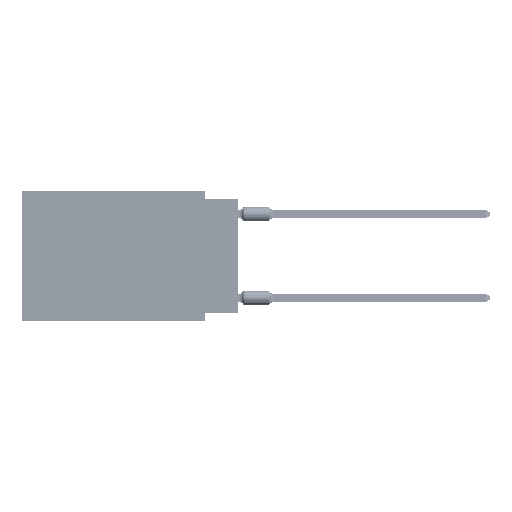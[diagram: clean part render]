
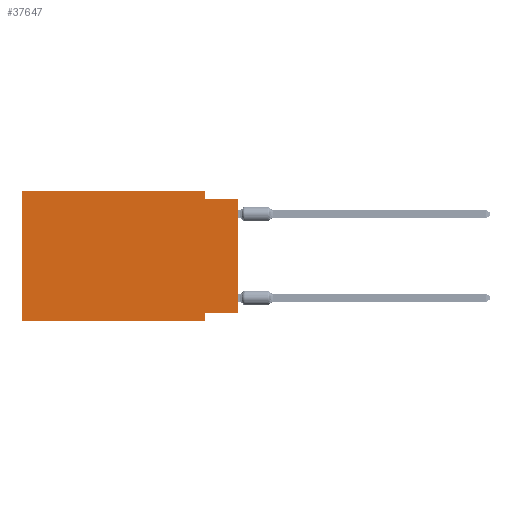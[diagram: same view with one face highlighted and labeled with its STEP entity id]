
A CAD part, left-side view. The second image highlights one B-rep face of the part: STEP entity #37647.
In plain terms, the highlighted planar face has unit normal (-1, 0, 0).
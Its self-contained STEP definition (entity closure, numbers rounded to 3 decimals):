
#307 = DIRECTION ( 'NONE',  ( 0., -1., 0. ) ) ;
#1920 = VECTOR ( 'NONE', #54875, 1000. ) ;
#2041 = LINE ( 'NONE', #14049, #24026 ) ;
#2343 = VECTOR ( 'NONE', #66080, 1000. ) ;
#3473 = ORIENTED_EDGE ( 'NONE', *, *, #15430, .F. ) ;
#5260 = ORIENTED_EDGE ( 'NONE', *, *, #49134, .F. ) ;
#6152 = CARTESIAN_POINT ( 'NONE',  ( 0., 16.383, -9.906 ) ) ;
#8721 = ORIENTED_EDGE ( 'NONE', *, *, #61909, .F. ) ;
#10980 = VERTEX_POINT ( 'NONE', #27911 ) ;
#11205 = LINE ( 'NONE', #62018, #28995 ) ;
#13326 = CARTESIAN_POINT ( 'NONE',  ( 0., 0., -9.271 ) ) ;
#13831 = LINE ( 'NONE', #26247, #66875 ) ;
#14049 = CARTESIAN_POINT ( 'NONE',  ( 0., 16.383, 0. ) ) ;
#14218 = CARTESIAN_POINT ( 'NONE',  ( 0., 0., -9.271 ) ) ;
#14743 = CARTESIAN_POINT ( 'NONE',  ( 0., 2.54, -9.906 ) ) ;
#15430 = EDGE_CURVE ( 'NONE', #10980, #64478, #37112, .T. ) ;
#15539 = DIRECTION ( 'NONE',  ( 0., -1., 0. ) ) ;
#15709 = LINE ( 'NONE', #40899, #2343 ) ;
#16377 = PLANE ( 'NONE',  #39903 ) ;
#16785 = FACE_OUTER_BOUND ( 'NONE', #56109, .T. ) ;
#17042 = ORIENTED_EDGE ( 'NONE', *, *, #40430, .T. ) ;
#18085 = LINE ( 'NONE', #68043, #1920 ) ;
#20822 = ORIENTED_EDGE ( 'NONE', *, *, #51852, .F. ) ;
#23324 = VECTOR ( 'NONE', #307, 1000. ) ;
#24026 = VECTOR ( 'NONE', #26862, 1000. ) ;
#24570 = CARTESIAN_POINT ( 'NONE',  ( 0., 2.54, -9.271 ) ) ;
#25643 = ORIENTED_EDGE ( 'NONE', *, *, #34542, .T. ) ;
#26247 = CARTESIAN_POINT ( 'NONE',  ( 0., 2.54, -9.906 ) ) ;
#26862 = DIRECTION ( 'NONE',  ( 0., 0., 1. ) ) ;
#27911 = CARTESIAN_POINT ( 'NONE',  ( 0., 2.54, -0.635 ) ) ;
#27985 = DIRECTION ( 'NONE',  ( 0., 0., -1. ) ) ;
#28995 = VECTOR ( 'NONE', #80603, 1000. ) ;
#29700 = VERTEX_POINT ( 'NONE', #24570 ) ;
#30495 = CARTESIAN_POINT ( 'NONE',  ( 0., 0., -0.635 ) ) ;
#31920 = EDGE_CURVE ( 'NONE', #56734, #29700, #44713, .T. ) ;
#32359 = CARTESIAN_POINT ( 'NONE',  ( 0., 2.54, 0. ) ) ;
#33206 = VERTEX_POINT ( 'NONE', #77324 ) ;
#34256 = VERTEX_POINT ( 'NONE', #32359 ) ;
#34542 = EDGE_CURVE ( 'NONE', #62127, #41808, #11205, .T. ) ;
#36001 = ORIENTED_EDGE ( 'NONE', *, *, #31920, .F. ) ;
#37112 = LINE ( 'NONE', #30495, #23324 ) ;
#37647 = ADVANCED_FACE ( 'NONE', ( #16785 ), #16377, .F. ) ;
#39903 = AXIS2_PLACEMENT_3D ( 'NONE', #40364, #53170, #27985 ) ;
#40364 = CARTESIAN_POINT ( 'NONE',  ( 0., 16.383, 0. ) ) ;
#40430 = EDGE_CURVE ( 'NONE', #56734, #64478, #18085, .T. ) ;
#40899 = CARTESIAN_POINT ( 'NONE',  ( 0., 2.54, 0. ) ) ;
#41808 = VERTEX_POINT ( 'NONE', #14743 ) ;
#44713 = LINE ( 'NONE', #13326, #69775 ) ;
#46921 = LINE ( 'NONE', #72089, #51786 ) ;
#47437 = CARTESIAN_POINT ( 'NONE',  ( 0., 0., -0.635 ) ) ;
#49134 = EDGE_CURVE ( 'NONE', #62127, #33206, #2041, .T. ) ;
#51786 = VECTOR ( 'NONE', #15539, 1000. ) ;
#51852 = EDGE_CURVE ( 'NONE', #33206, #34256, #46921, .T. ) ;
#53170 = DIRECTION ( 'NONE',  ( 1., 0., 0. ) ) ;
#54875 = DIRECTION ( 'NONE',  ( 0., 0., 1. ) ) ;
#56109 = EDGE_LOOP ( 'NONE', ( #17042, #3473, #8721, #20822, #5260, #25643, #80837, #36001 ) ) ;
#56734 = VERTEX_POINT ( 'NONE', #14218 ) ;
#61909 = EDGE_CURVE ( 'NONE', #34256, #10980, #15709, .T. ) ;
#62018 = CARTESIAN_POINT ( 'NONE',  ( 0., 16.383, -9.906 ) ) ;
#62127 = VERTEX_POINT ( 'NONE', #6152 ) ;
#64220 = DIRECTION ( 'NONE',  ( 0., 0., -1. ) ) ;
#64478 = VERTEX_POINT ( 'NONE', #47437 ) ;
#66080 = DIRECTION ( 'NONE',  ( 0., 0., -1. ) ) ;
#66875 = VECTOR ( 'NONE', #64220, 1000. ) ;
#68043 = CARTESIAN_POINT ( 'NONE',  ( 0., 0., 0. ) ) ;
#69775 = VECTOR ( 'NONE', #72219, 1000. ) ;
#72089 = CARTESIAN_POINT ( 'NONE',  ( 0., 16.383, 0. ) ) ;
#72219 = DIRECTION ( 'NONE',  ( 0., 1., 0. ) ) ;
#76073 = EDGE_CURVE ( 'NONE', #29700, #41808, #13831, .T. ) ;
#77324 = CARTESIAN_POINT ( 'NONE',  ( 0., 16.383, 0. ) ) ;
#80603 = DIRECTION ( 'NONE',  ( 0., -1., 0. ) ) ;
#80837 = ORIENTED_EDGE ( 'NONE', *, *, #76073, .F. ) ;
